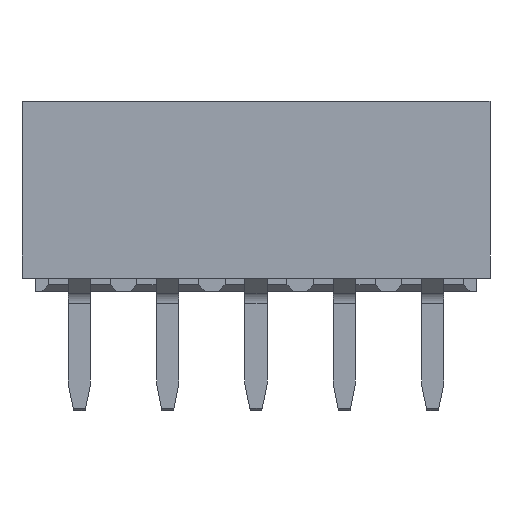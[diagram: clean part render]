
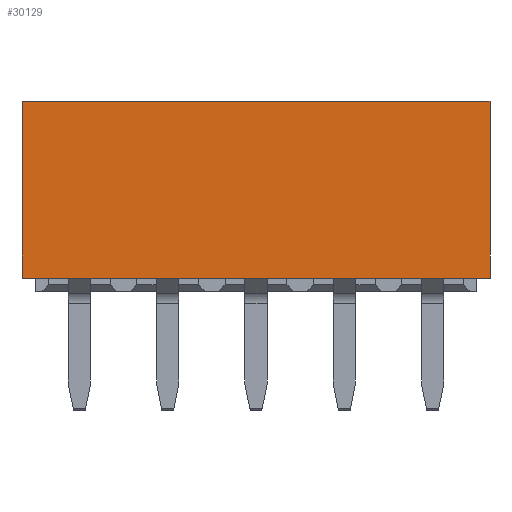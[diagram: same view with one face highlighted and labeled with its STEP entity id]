
A CAD part, front view. The second image highlights one B-rep face of the part: STEP entity #30129.
In plain terms, the highlighted face is planar.
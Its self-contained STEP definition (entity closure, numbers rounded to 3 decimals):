
#1709=LINE('',#41767,#4283);
#1720=LINE('',#41789,#4294);
#1721=LINE('',#41791,#4295);
#1722=LINE('',#41793,#4296);
#4283=VECTOR('',#34743,1000.);
#4294=VECTOR('',#34764,1000.);
#4295=VECTOR('',#34765,1000.);
#4296=VECTOR('',#34766,1000.);
#7458=ORIENTED_EDGE('',*,*,#13845,.T.);
#7459=ORIENTED_EDGE('',*,*,#13856,.T.);
#7460=ORIENTED_EDGE('',*,*,#13857,.T.);
#7461=ORIENTED_EDGE('',*,*,#13858,.T.);
#13845=EDGE_CURVE('',#17020,#17018,#1709,.T.);
#13856=EDGE_CURVE('',#17018,#17026,#1720,.T.);
#13857=EDGE_CURVE('',#17026,#17027,#1721,.T.);
#13858=EDGE_CURVE('',#17027,#17020,#1722,.T.);
#17018=VERTEX_POINT('',#41765);
#17020=VERTEX_POINT('',#41768);
#17026=VERTEX_POINT('',#41790);
#17027=VERTEX_POINT('',#41792);
#18976=EDGE_LOOP('',(#7458,#7459,#7460,#7461));
#20178=FACE_BOUND('',#18976,.T.);
#21339=PLANE('',#31467);
#30129=ADVANCED_FACE('',(#20178),#21339,.T.);
#31467=AXIS2_PLACEMENT_3D('',#41788,#34762,#34763);
#34743=DIRECTION('',(-1.,0.,0.));
#34762=DIRECTION('',(0.,1.,0.));
#34763=DIRECTION('',(0.,0.,1.));
#34764=DIRECTION('',(0.,0.,1.));
#34765=DIRECTION('',(1.,0.,0.));
#34766=DIRECTION('',(0.,0.,-1.));
#41765=CARTESIAN_POINT('',(-5.3,2.,-1.85));
#41767=CARTESIAN_POINT('',(5.3,2.,-1.85));
#41768=CARTESIAN_POINT('',(5.3,2.,-1.85));
#41788=CARTESIAN_POINT('',(0.,2.,0.));
#41789=CARTESIAN_POINT('',(-5.3,2.,-2.15));
#41790=CARTESIAN_POINT('',(-5.3,2.,2.15));
#41791=CARTESIAN_POINT('',(-5.3,2.,2.15));
#41792=CARTESIAN_POINT('',(5.3,2.,2.15));
#41793=CARTESIAN_POINT('',(5.3,2.,2.15));
